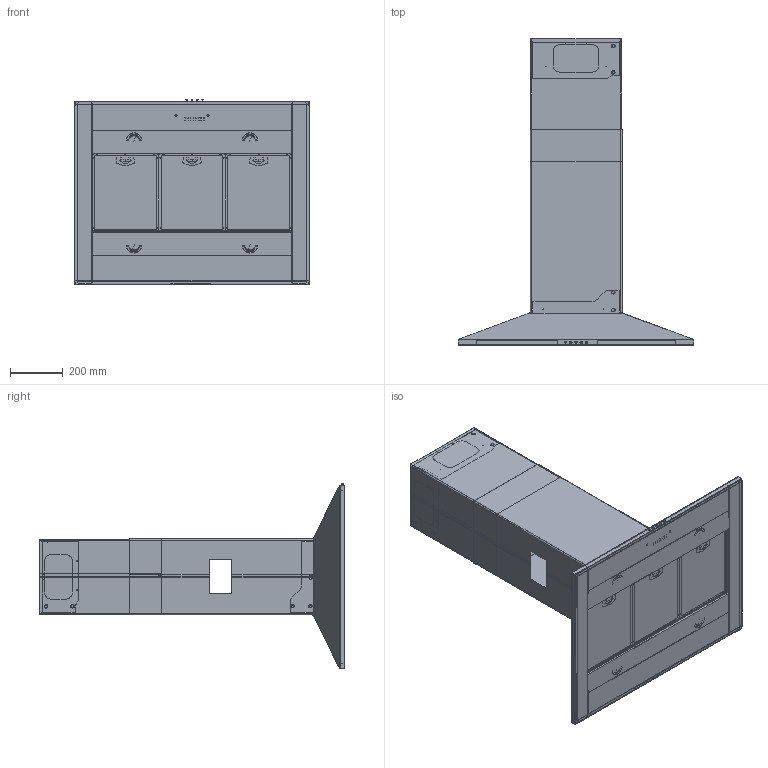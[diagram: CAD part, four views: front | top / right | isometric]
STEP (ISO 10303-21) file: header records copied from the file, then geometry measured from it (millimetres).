
FILE_DESCRIPTION((''),'2;1');
FILE_NAME('A61_710_ASM','2015-12-17T',('AI996'),(''),'PRO/ENGINEER BY PARAMETRIC TECHNOLOGY CORPORATION, 2014200','PRO/ENGINEER BY PARAMETRIC TECHNOLOGY CORPORATION, 2014200','');
FILE_SCHEMA(('CONFIG_CONTROL_DESIGN'));
Products named in the file (32): A61_001; A61_010; A52_003; A61_711_ASM; 243_073; 243_075; CME_PULSANTIERA_KIE; CME_AMPOLLA_NEON; 243_707_ASM; 243_730_ASM; A27_042; A61_713_ASM; A52_004; 350_024; 350_025; CME_PORT-FAR; CME_FARETTO-SOLO; ASS_FARETTO_CONNETT_ASM; A52_006; A17_004; A61_714_ASM; A27_731; A61_715_ASM; A25_008; A25_009; A25_701_ASM; A25_023; A25_713_ASM; A25_012; A25_703_ASM; A61_716_ASM; A61_710_ASM
Assembly tree (45 placements, depth 5):
  A61_710_ASM
    A61_711_ASM
      A61_001
      A61_010
      A52_003  x2
    A61_713_ASM
      243_730_ASM
        243_073
        243_707_ASM
          243_075
          CME_PULSANTIERA_KIE  x4
          CME_AMPOLLA_NEON
      A27_042  x4
    A61_714_ASM
      A52_004
      ASS_FARETTO_CONNETT_ASM  x4
        350_024
        350_025
        CME_PORT-FAR
        CME_FARETTO-SOLO
      A52_006
      A17_004
    A61_715_ASM
      A27_731  x3
    A61_716_ASM
      A25_701_ASM
        A25_008
        A25_009
      A25_713_ASM
        A25_023  x2
      A25_703_ASM
        A25_012  x2
Bounding box: 898 x 1164.3 x 704.39 mm (x, y, z)
Volume: 3771047.1 mm3; surface area: 8332490 mm2
Topology: 44 solids, 48 shells, 5201 faces, 12790 edges, 7774 vertices
Faces by surface type: plane 2577, cylinder 1548, torus 424, bspline 310, cone 270, sphere 72
Entity records: 107927 total; most frequent: CARTESIAN_POINT 33939, DIRECTION 15786, ORIENTED_EDGE 14988, EDGE_CURVE 7512, AXIS2_PLACEMENT_3D 5668, VERTEX_POINT 4545, VECTOR 4450, LINE 4450
